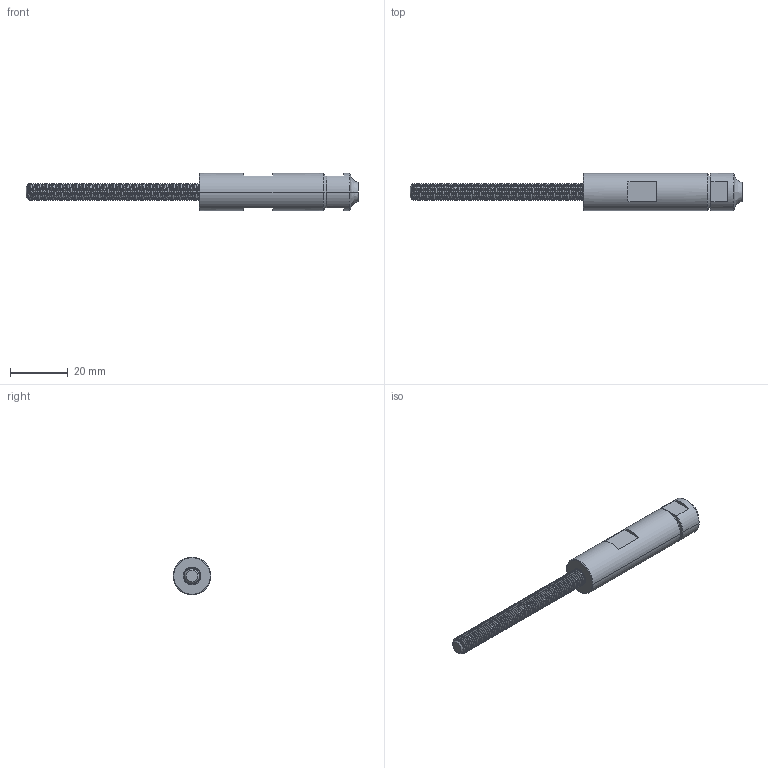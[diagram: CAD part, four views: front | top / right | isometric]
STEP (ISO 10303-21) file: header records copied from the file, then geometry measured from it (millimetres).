
FILE_DESCRIPTION (( 'STEP AP203' ), '1' );
FILE_NAME ('3D_GS5524-R_4x115_188500315.STEP', '2024-09-24T06:14:49', ( '' ), ( '' ), 'SwSTEP 2.0', 'SolidWorks 2024', '' );
FILE_SCHEMA (( 'CONFIG_CONTROL_DESIGN' ));
Length unit declared in the file: millimetre
Products named in the file (1): 3D_GS5524-R_4x115_188500315
Bounding box: 115 x 13 x 13 mm (x, y, z)
Volume: 7963.2 mm3; surface area: 4591 mm2
Topology: 1 solids, 1 shells, 194 faces, 543 edges, 358 vertices
Faces by surface type: cylinder 159, plane 18, bspline 6, cone 6, torus 5
Entity records: 18156 total; most frequent: CARTESIAN_POINT 13997, ORIENTED_EDGE 1086, DIRECTION 650, EDGE_CURVE 543, VERTEX_POINT 358, AXIS2_PLACEMENT_3D 235, EDGE_LOOP 201, ADVANCED_FACE 194
